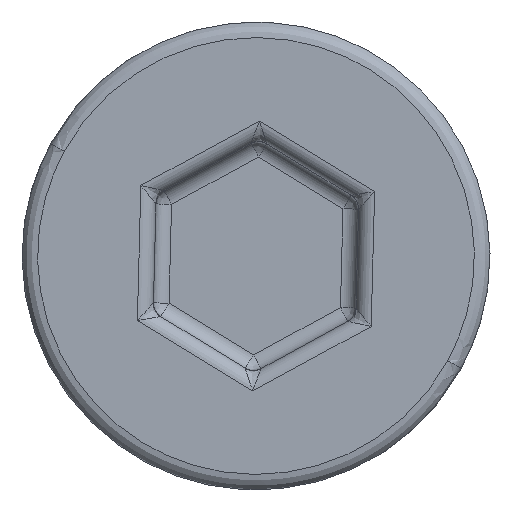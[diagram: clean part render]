
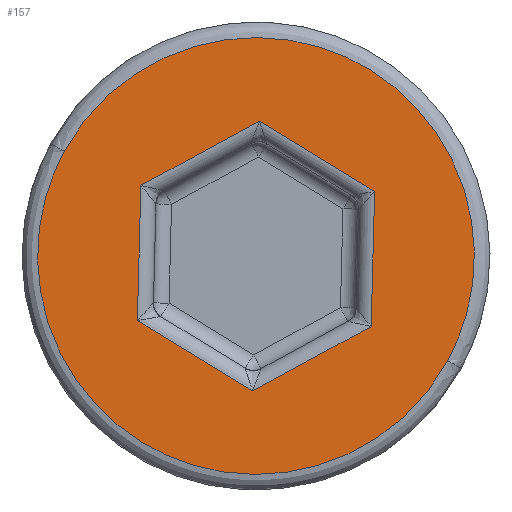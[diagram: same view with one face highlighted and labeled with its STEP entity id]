
A CAD part, left-side view. The second image highlights one B-rep face of the part: STEP entity #157.
In plain terms, the highlighted free-form (B-spline) face has degree [1, 1] with [2, 2] control points.
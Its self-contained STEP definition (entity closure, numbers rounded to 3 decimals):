
#157 = ADVANCED_FACE('',(#158,#180),#224,.F.);
#158 = FACE_BOUND('',#159,.T.);
#159 = EDGE_LOOP('',(#160,#172));
#160 = ORIENTED_EDGE('',*,*,#161,.F.);
#161 = EDGE_CURVE('',#162,#164,#166,.T.);
#162 = VERTEX_POINT('',#163);
#163 = CARTESIAN_POINT('',(0.,1.536,0.839));
#164 = VERTEX_POINT('',#165);
#165 = CARTESIAN_POINT('',(0.,-1.536,-0.839));
#166 = ( BOUNDED_CURVE() B_SPLINE_CURVE(2,(#167,#168,#169,#170,#171),
.UNSPECIFIED.,.F.,.F.) B_SPLINE_CURVE_WITH_KNOTS((3,2,3),(5.212
,6.783,8.354),.PIECEWISE_BEZIER_KNOTS.) CURVE() 
GEOMETRIC_REPRESENTATION_ITEM() RATIONAL_B_SPLINE_CURVE((1.,
0.707,1.,0.707,1.)) REPRESENTATION_ITEM('') );
#167 = CARTESIAN_POINT('',(0.,1.536,0.839));
#168 = CARTESIAN_POINT('',(0.,0.697,2.376));
#169 = CARTESIAN_POINT('',(0.,-0.839,1.536));
#170 = CARTESIAN_POINT('',(0.,-2.376,0.697));
#171 = CARTESIAN_POINT('',(0.,-1.536,-0.839));
#172 = ORIENTED_EDGE('',*,*,#173,.F.);
#173 = EDGE_CURVE('',#164,#162,#174,.T.);
#174 = ( BOUNDED_CURVE() B_SPLINE_CURVE(2,(#175,#176,#177,#178,#179),
.UNSPECIFIED.,.F.,.F.) B_SPLINE_CURVE_WITH_KNOTS((3,2,3),(2.071
,3.642,5.212),.PIECEWISE_BEZIER_KNOTS.) CURVE() 
GEOMETRIC_REPRESENTATION_ITEM() RATIONAL_B_SPLINE_CURVE((1.,
0.707,1.,0.707,1.)) REPRESENTATION_ITEM('') );
#175 = CARTESIAN_POINT('',(0.,-1.536,-0.839));
#176 = CARTESIAN_POINT('',(0.,-0.697,-2.376));
#177 = CARTESIAN_POINT('',(0.,0.839,-1.536));
#178 = CARTESIAN_POINT('',(0.,2.376,-0.697));
#179 = CARTESIAN_POINT('',(0.,1.536,0.839));
#180 = FACE_BOUND('',#181,.T.);
#181 = EDGE_LOOP('',(#182,#191,#198,#205,#212,#219));
#182 = ORIENTED_EDGE('',*,*,#183,.F.);
#183 = EDGE_CURVE('',#184,#186,#188,.T.);
#184 = VERTEX_POINT('',#185);
#185 = CARTESIAN_POINT('',(0.,-0.028,1.082));
#186 = VERTEX_POINT('',#187);
#187 = CARTESIAN_POINT('',(0.,0.923,0.565));
#188 = B_SPLINE_CURVE_WITH_KNOTS('',1,(#189,#190),.UNSPECIFIED.,.F.,.F.,
  (2,2),(-0.433,0.433),.PIECEWISE_BEZIER_KNOTS.);
#189 = CARTESIAN_POINT('',(0.,-0.028,1.082));
#190 = CARTESIAN_POINT('',(0.,0.923,0.565));
#191 = ORIENTED_EDGE('',*,*,#192,.F.);
#192 = EDGE_CURVE('',#193,#184,#195,.T.);
#193 = VERTEX_POINT('',#194);
#194 = CARTESIAN_POINT('',(0.,-0.951,0.517));
#195 = B_SPLINE_CURVE_WITH_KNOTS('',1,(#196,#197),.UNSPECIFIED.,.F.,.F.,
  (2,2),(-0.433,0.433),.PIECEWISE_BEZIER_KNOTS.);
#196 = CARTESIAN_POINT('',(0.,-0.951,0.517));
#197 = CARTESIAN_POINT('',(0.,-0.028,1.082));
#198 = ORIENTED_EDGE('',*,*,#199,.F.);
#199 = EDGE_CURVE('',#200,#193,#202,.T.);
#200 = VERTEX_POINT('',#201);
#201 = CARTESIAN_POINT('',(0.,-0.923,-0.565));
#202 = B_SPLINE_CURVE_WITH_KNOTS('',1,(#203,#204),.UNSPECIFIED.,.F.,.F.,
  (2,2),(-0.433,0.433),.PIECEWISE_BEZIER_KNOTS.);
#203 = CARTESIAN_POINT('',(0.,-0.923,-0.565));
#204 = CARTESIAN_POINT('',(0.,-0.951,0.517));
#205 = ORIENTED_EDGE('',*,*,#206,.F.);
#206 = EDGE_CURVE('',#207,#200,#209,.T.);
#207 = VERTEX_POINT('',#208);
#208 = CARTESIAN_POINT('',(0.,0.028,-1.082));
#209 = B_SPLINE_CURVE_WITH_KNOTS('',1,(#210,#211),.UNSPECIFIED.,.F.,.F.,
  (2,2),(-0.433,0.433),.PIECEWISE_BEZIER_KNOTS.);
#210 = CARTESIAN_POINT('',(0.,0.028,-1.082));
#211 = CARTESIAN_POINT('',(0.,-0.923,-0.565));
#212 = ORIENTED_EDGE('',*,*,#213,.F.);
#213 = EDGE_CURVE('',#214,#207,#216,.T.);
#214 = VERTEX_POINT('',#215);
#215 = CARTESIAN_POINT('',(0.,0.951,-0.517));
#216 = B_SPLINE_CURVE_WITH_KNOTS('',1,(#217,#218),.UNSPECIFIED.,.F.,.F.,
  (2,2),(-0.433,0.433),.PIECEWISE_BEZIER_KNOTS.);
#217 = CARTESIAN_POINT('',(0.,0.951,-0.517));
#218 = CARTESIAN_POINT('',(0.,0.028,-1.082));
#219 = ORIENTED_EDGE('',*,*,#220,.F.);
#220 = EDGE_CURVE('',#186,#214,#221,.T.);
#221 = B_SPLINE_CURVE_WITH_KNOTS('',1,(#222,#223),.UNSPECIFIED.,.F.,.F.,
  (2,2),(-0.433,0.433),.PIECEWISE_BEZIER_KNOTS.);
#222 = CARTESIAN_POINT('',(0.,0.923,0.565));
#223 = CARTESIAN_POINT('',(0.,0.951,-0.517));
#224 = B_SPLINE_SURFACE_WITH_KNOTS('',1,1,(
    (#225,#226)
    ,(#227,#228
    )),.UNSPECIFIED.,.F.,.F.,.F.,(2,2),(2,2),(-1.4,1.4),(-1.4,1.4),
  .PIECEWISE_BEZIER_KNOTS.);
#225 = CARTESIAN_POINT('',(0.,-1.751,-1.751));
#226 = CARTESIAN_POINT('',(0.,-1.751,1.751));
#227 = CARTESIAN_POINT('',(0.,1.751,-1.751));
#228 = CARTESIAN_POINT('',(0.,1.751,1.751));
